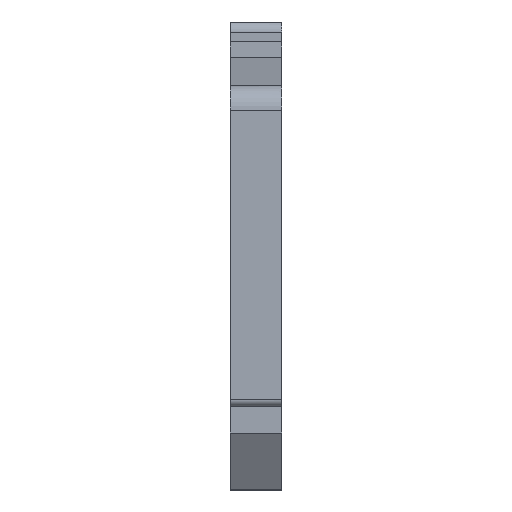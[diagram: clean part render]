
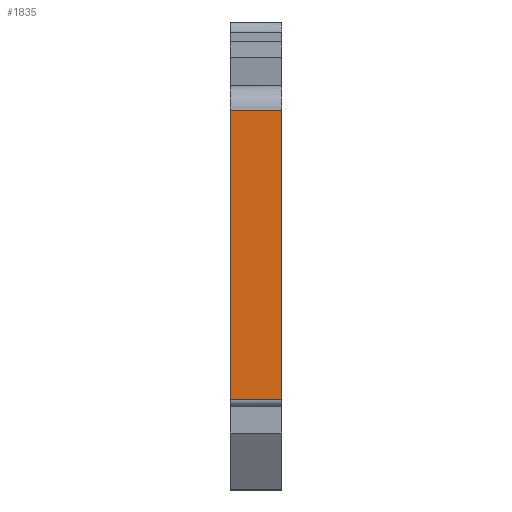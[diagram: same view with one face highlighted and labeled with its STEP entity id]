
A CAD part, front view. The second image highlights one B-rep face of the part: STEP entity #1835.
In plain terms, the highlighted planar face has unit normal (0, -1, 0).
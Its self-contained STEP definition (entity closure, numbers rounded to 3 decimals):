
#1811=AXIS2_PLACEMENT_3D('Plane Axis2P3D',#1808,#1809,#1810) ;
#1476=CARTESIAN_POINT('Vertex',(2.5,0.,4.345)) ;
#1718=CARTESIAN_POINT('Vertex',(2.5,0.,18.3)) ;
#1722=CARTESIAN_POINT('Control Point',(2.5,0.,4.345)) ;
#1723=CARTESIAN_POINT('Control Point',(2.5,0.,18.3)) ;
#1808=CARTESIAN_POINT('Axis2P3D Location',(0.,0.,4.345)) ;
#1814=CARTESIAN_POINT('Control Point',(0.,0.,4.345)) ;
#1815=CARTESIAN_POINT('Control Point',(2.5,0.,4.345)) ;
#1816=CARTESIAN_POINT('Vertex',(0.,0.,4.345)) ;
#1820=CARTESIAN_POINT('Control Point',(0.,0.,18.3)) ;
#1821=CARTESIAN_POINT('Control Point',(2.5,0.,18.3)) ;
#1822=CARTESIAN_POINT('Vertex',(0.,0.,18.3)) ;
#1826=CARTESIAN_POINT('Control Point',(0.,0.,4.345)) ;
#1827=CARTESIAN_POINT('Control Point',(0.,0.,18.3)) ;
#1809=DIRECTION('Axis2P3D Direction',(0.,-1.,0.)) ;
#1810=DIRECTION('Axis2P3D XDirection',(0.,0.,1.)) ;
#1830=ORIENTED_EDGE('',*,*,#1818,.T.) ;
#1831=ORIENTED_EDGE('',*,*,#1724,.T.) ;
#1832=ORIENTED_EDGE('',*,*,#1824,.F.) ;
#1833=ORIENTED_EDGE('',*,*,#1828,.F.) ;
#1835=ADVANCED_FACE('K\X2\00F6\X0\rper.2 ( *SOL1 - wsp *MASTER -  )',(#1834),#1812,.T.) ;
#1721=B_SPLINE_CURVE_WITH_KNOTS('',1,(#1722,#1723),.UNSPECIFIED.,.F.,.U.,(2,2),(0.,13.955),.UNSPECIFIED.) ;
#1813=B_SPLINE_CURVE_WITH_KNOTS('',1,(#1814,#1815),.UNSPECIFIED.,.F.,.U.,(2,2),(0.,2.5),.UNSPECIFIED.) ;
#1819=B_SPLINE_CURVE_WITH_KNOTS('',1,(#1820,#1821),.UNSPECIFIED.,.F.,.U.,(2,2),(0.,2.5),.UNSPECIFIED.) ;
#1825=B_SPLINE_CURVE_WITH_KNOTS('',1,(#1826,#1827),.UNSPECIFIED.,.F.,.U.,(2,2),(0.,13.955),.UNSPECIFIED.) ;
#1724=EDGE_CURVE('',#1477,#1719,#1721,.T.) ;
#1818=EDGE_CURVE('',#1817,#1477,#1813,.T.) ;
#1824=EDGE_CURVE('',#1823,#1719,#1819,.T.) ;
#1828=EDGE_CURVE('',#1817,#1823,#1825,.T.) ;
#1829=EDGE_LOOP('',(#1830,#1831,#1832,#1833)) ;
#1834=FACE_OUTER_BOUND('',#1829,.T.) ;
#1812=PLANE('',#1811) ;
#1477=VERTEX_POINT('',#1476) ;
#1719=VERTEX_POINT('',#1718) ;
#1817=VERTEX_POINT('',#1816) ;
#1823=VERTEX_POINT('',#1822) ;
